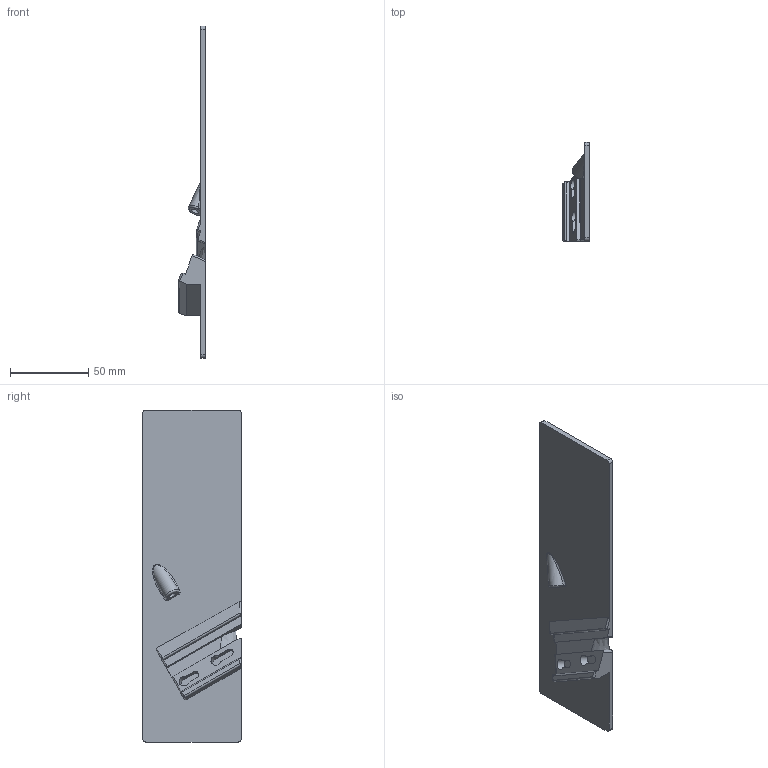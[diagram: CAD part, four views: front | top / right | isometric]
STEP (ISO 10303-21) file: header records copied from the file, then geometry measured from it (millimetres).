
FILE_DESCRIPTION(/* description */ ('STEP AP242','CAx-IF Rec.Pracs.---Representation and Presentation of Product Manufacturing Information (PMI)---4.0---2014-10-13','CAx-IF Rec.Pracs.---3D Tessellated Geometry---0.4---2014-09-14','2;1'),/* implementation_level */ '2;1');
FILE_NAME(/* name */ '657f12c1bbabc26f712c9dc3',/* time_stamp */ '2023-12-17T15:24:50Z',/* author */ (''),/* organization */ (''),/* preprocessor_version */ 'ST-DEVELOPER v19.4',/* originating_system */ ' ',/* authorisation */ ' ');
FILE_SCHEMA (('AP242_MANAGED_MODEL_BASED_3D_ENGINEERING_MIM_LF { 1 0 10303 442 1 1 4 }'));
Length unit declared in the file: metre
Products named in the file (1): Upper_Rear_Bowden_Inlet
Bounding box: 17.19 x 63 x 212 mm (x, y, z)
Volume: 48137.3 mm3; surface area: 30701.1 mm2
Topology: 1 solids, 1 shells, 70 faces, 179 edges, 114 vertices
Faces by surface type: plane 33, cylinder 28, sphere 4, bspline 4, torus 1
Full cylindrical faces by diameter (mm): 4.6 x1
Entity records: 2393 total; most frequent: CARTESIAN_POINT 663, DIRECTION 359, ORIENTED_EDGE 354, EDGE_CURVE 177, AXIS2_PLACEMENT_3D 127, VERTEX_POINT 113, LINE 105, VECTOR 105
